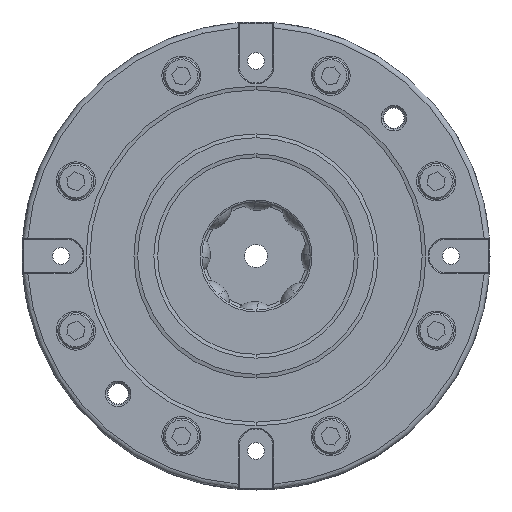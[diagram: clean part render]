
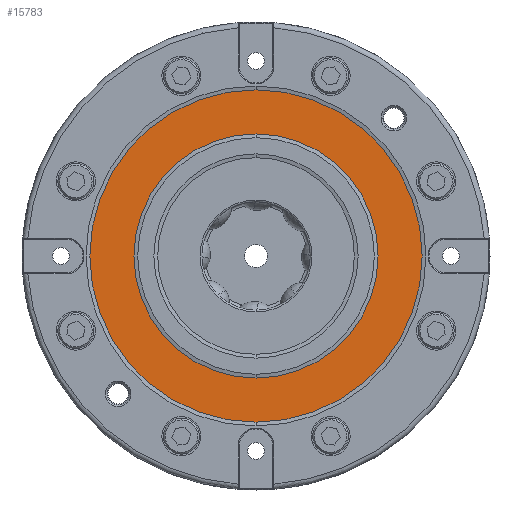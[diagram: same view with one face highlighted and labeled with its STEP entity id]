
A CAD part, front view. The second image highlights one B-rep face of the part: STEP entity #15783.
In plain terms, the highlighted planar face has unit normal (0, -1, 0).
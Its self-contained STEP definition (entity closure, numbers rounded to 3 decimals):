
#26 = ORIENTED_EDGE ( 'NONE', *, *, #2845, .T. ) ;
#850 = VERTEX_POINT ( 'NONE', #12563 ) ;
#1364 = ORIENTED_EDGE ( 'NONE', *, *, #4397, .F. ) ;
#1873 = DIRECTION ( 'NONE',  ( 0., 0., 1. ) ) ;
#2153 = FACE_OUTER_BOUND ( 'NONE', #10299, .T. ) ;
#2328 = DIRECTION ( 'NONE',  ( 0., 0., 1. ) ) ;
#2845 = EDGE_CURVE ( 'NONE', #12432, #850, #15566, .T. ) ;
#2855 = CARTESIAN_POINT ( 'NONE',  ( -89.169, 12.208, 186.8 ) ) ;
#3058 = ORIENTED_EDGE ( 'NONE', *, *, #5352, .F. ) ;
#3200 = AXIS2_PLACEMENT_3D ( 'NONE', #4804, #11112, #1873 ) ;
#3982 = DIRECTION ( 'NONE',  ( 0., 0., -1. ) ) ;
#4397 = EDGE_CURVE ( 'NONE', #5922, #10089, #9973, .T. ) ;
#4776 = EDGE_CURVE ( 'NONE', #850, #12432, #17892, .T. ) ;
#4804 = CARTESIAN_POINT ( 'NONE',  ( -89.169, 12.208, 137.8 ) ) ;
#5352 = EDGE_CURVE ( 'NONE', #10089, #5922, #14525, .T. ) ;
#5561 = FACE_BOUND ( 'NONE', #5921, .T. ) ;
#5598 = CARTESIAN_POINT ( 'NONE',  ( -138.169, 12.208, 137.8 ) ) ;
#5921 = EDGE_LOOP ( 'NONE', ( #26, #9470 ) ) ;
#5922 = VERTEX_POINT ( 'NONE', #7964 ) ;
#6330 = AXIS2_PLACEMENT_3D ( 'NONE', #15810, #15740, #8203 ) ;
#6922 = DIRECTION ( 'NONE',  ( 0., 1., 0. ) ) ;
#7964 = CARTESIAN_POINT ( 'NONE',  ( -89.169, 12.208, 88.8 ) ) ;
#8203 = DIRECTION ( 'NONE',  ( 0., 0., 1. ) ) ;
#9470 = ORIENTED_EDGE ( 'NONE', *, *, #4776, .T. ) ;
#9973 = CIRCLE ( 'NONE', #13257, 49. ) ;
#10053 = DIRECTION ( 'NONE',  ( 0., -1., 0. ) ) ;
#10089 = VERTEX_POINT ( 'NONE', #2855 ) ;
#10121 = CARTESIAN_POINT ( 'NONE',  ( -89.169, 12.208, 137.8 ) ) ;
#10299 = EDGE_LOOP ( 'NONE', ( #1364, #3058 ) ) ;
#11112 = DIRECTION ( 'NONE',  ( 0., 1., 0. ) ) ;
#11585 = PLANE ( 'NONE',  #13819 ) ;
#11829 = CARTESIAN_POINT ( 'NONE',  ( -89.169, 12.208, 137.8 ) ) ;
#12432 = VERTEX_POINT ( 'NONE', #18808 ) ;
#12563 = CARTESIAN_POINT ( 'NONE',  ( -89.169, 12.208, 101.8 ) ) ;
#13257 = AXIS2_PLACEMENT_3D ( 'NONE', #10121, #6922, #14618 ) ;
#13819 = AXIS2_PLACEMENT_3D ( 'NONE', #5598, #10053, #3982 ) ;
#14525 = CIRCLE ( 'NONE', #6330, 49. ) ;
#14591 = DIRECTION ( 'NONE',  ( 0., 1., 0. ) ) ;
#14618 = DIRECTION ( 'NONE',  ( 0., 0., 1. ) ) ;
#15566 = CIRCLE ( 'NONE', #17605, 36. ) ;
#15740 = DIRECTION ( 'NONE',  ( 0., 1., 0. ) ) ;
#15783 = ADVANCED_FACE ( 'NONE', ( #5561, #2153 ), #11585, .T. ) ;
#15810 = CARTESIAN_POINT ( 'NONE',  ( -89.169, 12.208, 137.8 ) ) ;
#17605 = AXIS2_PLACEMENT_3D ( 'NONE', #11829, #14591, #2328 ) ;
#17892 = CIRCLE ( 'NONE', #3200, 36. ) ;
#18808 = CARTESIAN_POINT ( 'NONE',  ( -89.169, 12.208, 173.8 ) ) ;
